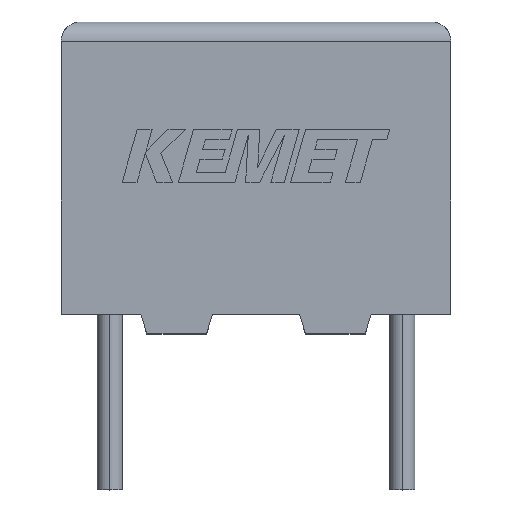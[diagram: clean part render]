
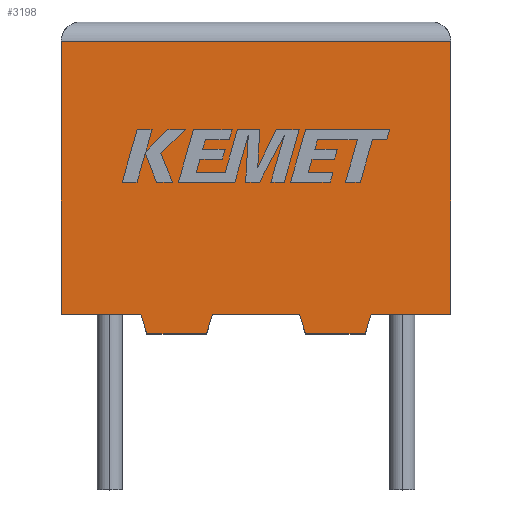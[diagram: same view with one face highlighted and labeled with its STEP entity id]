
A CAD part, top view. The second image highlights one B-rep face of the part: STEP entity #3198.
In plain terms, the highlighted planar face has unit normal (0, 0, 1).
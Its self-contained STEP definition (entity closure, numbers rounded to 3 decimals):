
#13 = VERTEX_POINT ( 'NONE', #1987 ) ;
#39 = ORIENTED_EDGE ( 'NONE', *, *, #3233, .T. ) ;
#66 = DIRECTION ( 'NONE',  ( 0.287, -0.958, 0. ) ) ;
#107 = ORIENTED_EDGE ( 'NONE', *, *, #2718, .F. ) ;
#115 = LINE ( 'NONE', #382, #2819 ) ;
#122 = VERTEX_POINT ( 'NONE', #1209 ) ;
#136 = CARTESIAN_POINT ( 'NONE',  ( 0., 0., 4. ) ) ;
#177 = LINE ( 'NONE', #2722, #2761 ) ;
#178 = ORIENTED_EDGE ( 'NONE', *, *, #2916, .T. ) ;
#200 = LINE ( 'NONE', #786, #2786 ) ;
#272 = LINE ( 'NONE', #2840, #2901 ) ;
#292 = VECTOR ( 'NONE', #2744, 1000. ) ;
#317 = LINE ( 'NONE', #2576, #2050 ) ;
#324 = VECTOR ( 'NONE', #2915, 1000. ) ;
#331 = EDGE_CURVE ( 'NONE', #3087, #467, #272, .T. ) ;
#359 = CARTESIAN_POINT ( 'NONE',  ( 3.88, 0., 4. ) ) ;
#381 = LINE ( 'NONE', #456, #769 ) ;
#382 = CARTESIAN_POINT ( 'NONE',  ( 7.95, 0., 4. ) ) ;
#432 = AXIS2_PLACEMENT_3D ( 'NONE', #136, #2900, #2012 ) ;
#456 = CARTESIAN_POINT ( 'NONE',  ( 6.27, -0.5, 4. ) ) ;
#467 = VERTEX_POINT ( 'NONE', #907 ) ;
#525 = VERTEX_POINT ( 'NONE', #2936 ) ;
#530 = LINE ( 'NONE', #2182, #324 ) ;
#603 = CARTESIAN_POINT ( 'NONE',  ( 2.05, 0., 4. ) ) ;
#639 = LINE ( 'NONE', #1821, #3012 ) ;
#646 = VECTOR ( 'NONE', #825, 1000. ) ;
#648 = VERTEX_POINT ( 'NONE', #2570 ) ;
#728 = VERTEX_POINT ( 'NONE', #359 ) ;
#761 = ORIENTED_EDGE ( 'NONE', *, *, #2208, .F. ) ;
#769 = VECTOR ( 'NONE', #1710, 1000. ) ;
#786 = CARTESIAN_POINT ( 'NONE',  ( 7.8, -0.5, 4. ) ) ;
#825 = DIRECTION ( 'NONE',  ( 1., 0., 0. ) ) ;
#907 = CARTESIAN_POINT ( 'NONE',  ( 0., 0., 4. ) ) ;
#940 = ORIENTED_EDGE ( 'NONE', *, *, #3222, .T. ) ;
#972 = ORIENTED_EDGE ( 'NONE', *, *, #2438, .T. ) ;
#990 = CARTESIAN_POINT ( 'NONE',  ( 0., 0., 4. ) ) ;
#1056 = EDGE_CURVE ( 'NONE', #728, #13, #177, .T. ) ;
#1085 = DIRECTION ( 'NONE',  ( 0., 1., 0. ) ) ;
#1130 = EDGE_LOOP ( 'NONE', ( #39, #178, #1365, #2370, #940, #1553, #972, #2831, #761, #107, #2134, #2331 ) ) ;
#1139 = PLANE ( 'NONE',  #432 ) ;
#1209 = CARTESIAN_POINT ( 'NONE',  ( 10., 7., 4. ) ) ;
#1312 = EDGE_CURVE ( 'NONE', #525, #2825, #1808, .T. ) ;
#1358 = DIRECTION ( 'NONE',  ( 0., -1., 0. ) ) ;
#1365 = ORIENTED_EDGE ( 'NONE', *, *, #331, .T. ) ;
#1381 = CARTESIAN_POINT ( 'NONE',  ( 0., 7., 4. ) ) ;
#1472 = EDGE_CURVE ( 'NONE', #467, #2548, #530, .T. ) ;
#1482 = DIRECTION ( 'NONE',  ( 1., 0., 0. ) ) ;
#1553 = ORIENTED_EDGE ( 'NONE', *, *, #1312, .T. ) ;
#1559 = DIRECTION ( 'NONE',  ( -1., 0., 0. ) ) ;
#1592 = CARTESIAN_POINT ( 'NONE',  ( 2.2, -0.5, 4. ) ) ;
#1646 = VERTEX_POINT ( 'NONE', #2978 ) ;
#1710 = DIRECTION ( 'NONE',  ( -0.287, 0.958, 0. ) ) ;
#1772 = CARTESIAN_POINT ( 'NONE',  ( 2.05, 0., 4. ) ) ;
#1808 = LINE ( 'NONE', #1592, #646 ) ;
#1821 = CARTESIAN_POINT ( 'NONE',  ( 10., 0., 4. ) ) ;
#1862 = DIRECTION ( 'NONE',  ( -1., 0., 0. ) ) ;
#1929 = LINE ( 'NONE', #2488, #2296 ) ;
#1934 = CARTESIAN_POINT ( 'NONE',  ( 6.27, -0.5, 4. ) ) ;
#1987 = CARTESIAN_POINT ( 'NONE',  ( 6.12, 0., 4. ) ) ;
#2012 = DIRECTION ( 'NONE',  ( -1., 0., 0. ) ) ;
#2050 = VECTOR ( 'NONE', #1862, 1000. ) ;
#2134 = ORIENTED_EDGE ( 'NONE', *, *, #3084, .F. ) ;
#2182 = CARTESIAN_POINT ( 'NONE',  ( 0., 0., 4. ) ) ;
#2197 = DIRECTION ( 'NONE',  ( 0.287, 0.958, 0. ) ) ;
#2208 = EDGE_CURVE ( 'NONE', #3185, #13, #381, .T. ) ;
#2242 = VECTOR ( 'NONE', #66, 1000. ) ;
#2294 = LINE ( 'NONE', #990, #292 ) ;
#2296 = VECTOR ( 'NONE', #2197, 1000. ) ;
#2331 = ORIENTED_EDGE ( 'NONE', *, *, #2510, .T. ) ;
#2362 = CARTESIAN_POINT ( 'NONE',  ( 3.73, -0.5, 4. ) ) ;
#2370 = ORIENTED_EDGE ( 'NONE', *, *, #1472, .T. ) ;
#2438 = EDGE_CURVE ( 'NONE', #2825, #728, #1929, .T. ) ;
#2488 = CARTESIAN_POINT ( 'NONE',  ( 3.73, -0.5, 4. ) ) ;
#2510 = EDGE_CURVE ( 'NONE', #3016, #1646, #2294, .T. ) ;
#2548 = VERTEX_POINT ( 'NONE', #1772 ) ;
#2552 = LINE ( 'NONE', #603, #2242 ) ;
#2570 = CARTESIAN_POINT ( 'NONE',  ( 7.8, -0.5, 4. ) ) ;
#2576 = CARTESIAN_POINT ( 'NONE',  ( 0., 7., 4. ) ) ;
#2634 = CARTESIAN_POINT ( 'NONE',  ( 7.95, 0., 4. ) ) ;
#2718 = EDGE_CURVE ( 'NONE', #648, #3185, #200, .T. ) ;
#2722 = CARTESIAN_POINT ( 'NONE',  ( 0., 0., 4. ) ) ;
#2744 = DIRECTION ( 'NONE',  ( 1., 0., 0. ) ) ;
#2761 = VECTOR ( 'NONE', #1482, 1000. ) ;
#2786 = VECTOR ( 'NONE', #1559, 1000. ) ;
#2819 = VECTOR ( 'NONE', #3165, 1000. ) ;
#2825 = VERTEX_POINT ( 'NONE', #2362 ) ;
#2831 = ORIENTED_EDGE ( 'NONE', *, *, #1056, .T. ) ;
#2840 = CARTESIAN_POINT ( 'NONE',  ( 0., 0., 4. ) ) ;
#2889 = FACE_OUTER_BOUND ( 'NONE', #1130, .T. ) ;
#2900 = DIRECTION ( 'NONE',  ( 0., 0., -1. ) ) ;
#2901 = VECTOR ( 'NONE', #1358, 1000. ) ;
#2915 = DIRECTION ( 'NONE',  ( 1., 0., 0. ) ) ;
#2916 = EDGE_CURVE ( 'NONE', #122, #3087, #317, .T. ) ;
#2936 = CARTESIAN_POINT ( 'NONE',  ( 2.2, -0.5, 4. ) ) ;
#2978 = CARTESIAN_POINT ( 'NONE',  ( 10., 0., 4. ) ) ;
#3012 = VECTOR ( 'NONE', #1085, 1000. ) ;
#3016 = VERTEX_POINT ( 'NONE', #2634 ) ;
#3084 = EDGE_CURVE ( 'NONE', #3016, #648, #115, .T. ) ;
#3087 = VERTEX_POINT ( 'NONE', #1381 ) ;
#3165 = DIRECTION ( 'NONE',  ( -0.287, -0.958, 0. ) ) ;
#3185 = VERTEX_POINT ( 'NONE', #1934 ) ;
#3198 = ADVANCED_FACE ( 'NONE', ( #2889 ), #1139, .F. ) ;
#3222 = EDGE_CURVE ( 'NONE', #2548, #525, #2552, .T. ) ;
#3233 = EDGE_CURVE ( 'NONE', #1646, #122, #639, .T. ) ;
